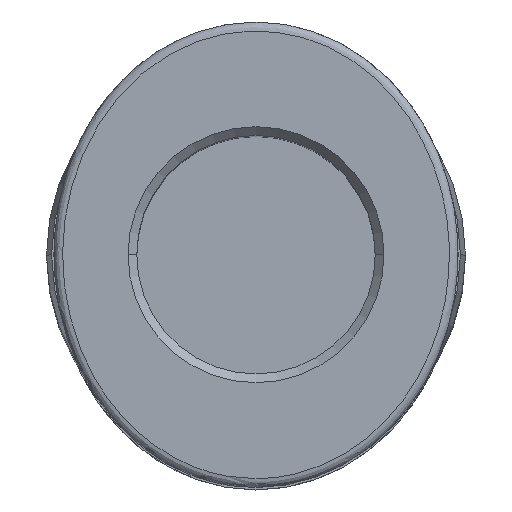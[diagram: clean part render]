
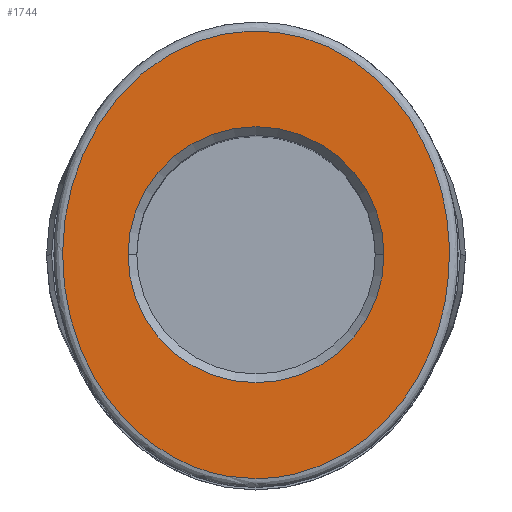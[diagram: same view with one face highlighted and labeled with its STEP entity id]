
A CAD part, top view. The second image highlights one B-rep face of the part: STEP entity #1744.
In plain terms, the highlighted planar face has unit normal (0, 0, 1).
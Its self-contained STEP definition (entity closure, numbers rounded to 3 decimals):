
#337=CARTESIAN_POINT('',(-4.4,0.,25.5));
#338=VERTEX_POINT('',#337);
#345=CARTESIAN_POINT('',(4.4,0.,25.5));
#346=VERTEX_POINT('',#345);
#347=CARTESIAN_POINT('',(0.0,0.,25.5));
#348=DIRECTION('',(0.0,0.0,1.0));
#349=DIRECTION('',(-1.0,0.0,0.0));
#350=AXIS2_PLACEMENT_3D('',#347,#348,#349);
#351=CIRCLE('',#350,4.4);
#352=EDGE_CURVE('',#338,#346,#351,.T.);
#1673=CARTESIAN_POINT('',(0.,-7.7,25.5));
#1674=VERTEX_POINT('',#1673);
#1682=CARTESIAN_POINT('',(0.,-7.7,25.5));
#1683=CARTESIAN_POINT('',(-0.574,-7.7,25.5));
#1684=CARTESIAN_POINT('',(-1.155,-7.612,25.5));
#1685=CARTESIAN_POINT('',(-1.707,-7.442,25.5));
#1686=CARTESIAN_POINT('',(-2.48,-7.204,25.5));
#1687=CARTESIAN_POINT('',(-3.2,-6.807,25.5));
#1688=CARTESIAN_POINT('',(-3.827,-6.296,25.5));
#1689=CARTESIAN_POINT('',(-4.638,-5.635,25.5));
#1690=CARTESIAN_POINT('',(-5.291,-4.786,25.5));
#1691=CARTESIAN_POINT('',(-5.756,-3.854,25.5));
#1692=CARTESIAN_POINT('',(-6.315,-2.735,25.5));
#1693=CARTESIAN_POINT('',(-6.615,-1.48,25.5));
#1694=CARTESIAN_POINT('',(-6.647,-0.227,25.5));
#1695=CARTESIAN_POINT('',(-6.686,1.292,25.5));
#1696=CARTESIAN_POINT('',(-6.334,2.833,25.5));
#1697=CARTESIAN_POINT('',(-5.59,4.169,25.5));
#1698=CARTESIAN_POINT('',(-4.827,5.541,25.5));
#1699=CARTESIAN_POINT('',(-3.64,6.684,25.5));
#1700=CARTESIAN_POINT('',(-2.19,7.27,25.5));
#1701=CARTESIAN_POINT('',(-0.667,7.885,25.5));
#1702=CARTESIAN_POINT('',(1.112,7.815,25.5));
#1703=CARTESIAN_POINT('',(2.589,7.092,25.5));
#1704=CARTESIAN_POINT('',(3.826,6.486,25.5));
#1705=CARTESIAN_POINT('',(4.842,5.467,25.5));
#1706=CARTESIAN_POINT('',(5.528,4.279,25.5));
#1707=CARTESIAN_POINT('',(6.339,2.874,25.5));
#1708=CARTESIAN_POINT('',(6.715,1.225,25.5));
#1709=CARTESIAN_POINT('',(6.641,-0.407,25.5));
#1710=CARTESIAN_POINT('',(6.567,-2.016,25.5));
#1711=CARTESIAN_POINT('',(6.052,-3.61,25.5));
#1712=CARTESIAN_POINT('',(5.121,-4.911,25.5));
#1713=CARTESIAN_POINT('',(4.256,-6.12,25.5));
#1714=CARTESIAN_POINT('',(2.998,-7.08,25.5));
#1715=CARTESIAN_POINT('',(1.571,-7.482,25.5));
#1716=CARTESIAN_POINT('',(1.061,-7.625,25.5));
#1717=CARTESIAN_POINT('',(0.529,-7.7,25.5));
#1718=CARTESIAN_POINT('',(0.,-7.7,25.5));
#1719=B_SPLINE_CURVE_WITH_KNOTS('',3,(#1682,#1683,#1684,#1685,#1686,#1687,#1688,#1689,#1690,#1691,#1692,#1693,#1694,#1695,#1696,#1697,#1698,#1699,#1700,#1701,#1702,#1703,#1704,#1705,#1706,#1707,#1708,#1709,#1710,#1711,#1712,#1713,#1714,#1715,#1716,#1717,#1718),.UNSPECIFIED.,.T.,.U.,(4,3,3,3,3,3,3,3,3,3,3,3,4),(0.,0.241,0.578,1.015,1.539,2.176,2.829,3.514,4.089,4.768,5.439,6.061,6.283),.UNSPECIFIED.);
#1720=EDGE_CURVE('',#1674,#1674,#1719,.T.);
#1726=CARTESIAN_POINT('',(0.,-8.,25.5));
#1727=DIRECTION('',(0.0,0.0,1.0));
#1728=DIRECTION('',(1.0,0.0,0.0));
#1729=AXIS2_PLACEMENT_3D('',#1726,#1727,#1728);
#1730=PLANE('',#1729);
#1731=ORIENTED_EDGE('',*,*,#1720,.F.);
#1732=EDGE_LOOP('',(#1731));
#1733=FACE_OUTER_BOUND('',#1732,.T.);
#1734=CARTESIAN_POINT('',(0.0,0.,25.5));
#1735=DIRECTION('',(0.0,0.0,1.0));
#1736=DIRECTION('',(-1.0,0.0,0.0));
#1737=AXIS2_PLACEMENT_3D('',#1734,#1735,#1736);
#1738=CIRCLE('',#1737,4.4);
#1739=EDGE_CURVE('',#346,#338,#1738,.T.);
#1740=ORIENTED_EDGE('',*,*,#1739,.F.);
#1741=ORIENTED_EDGE('',*,*,#352,.F.);
#1742=EDGE_LOOP('',(#1740,#1741));
#1743=FACE_BOUND('',#1742,.T.);
#1744=ADVANCED_FACE('',(#1733,#1743),#1730,.T.);
